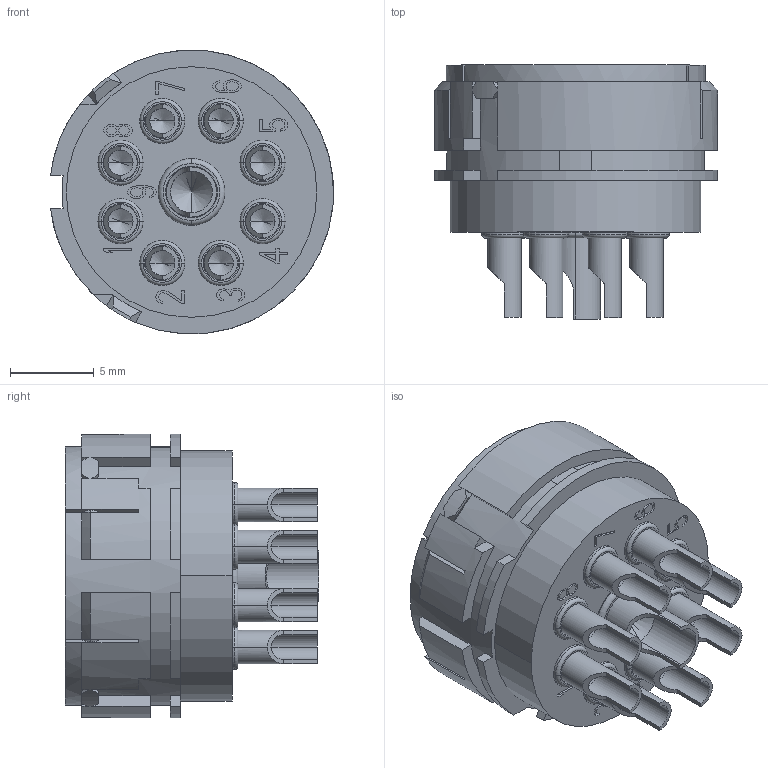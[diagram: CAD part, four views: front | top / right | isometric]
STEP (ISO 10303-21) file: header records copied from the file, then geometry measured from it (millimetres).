
FILE_DESCRIPTION((''),'2;1');
FILE_NAME('HR23-009R-FST','2017-07-18T',('tc.chen'),(''),'PRO/ENGINEER BY PARAMETRIC TECHNOLOGY CORPORATION, 2012480','PRO/ENGINEER BY PARAMETRIC TECHNOLOGY CORPORATION, 2012480','');
FILE_SCHEMA(('AUTOMOTIVE_DESIGN { 1 0 10303 214 1 1 1 1 }'));
Length unit declared in the file: millimetre
Products named in the file (1): HR23-009R-FST
Bounding box: 16.94 x 15.2 x 16.97 mm (x, y, z)
Volume: 1822.4 mm3; surface area: 3505.9 mm2
Topology: 1 solids, 1 shells, 1338 faces, 3785 edges, 2469 vertices
Faces by surface type: plane 957, cylinder 208, cone 112, torus 61
Entity records: 43665 total; most frequent: CARTESIAN_POINT 8495, ORIENTED_EDGE 7498, DIRECTION 7002, EDGE_CURVE 3749, VECTOR 2832, LINE 2832, VERTEX_POINT 2469, AXIS2_PLACEMENT_3D 2085
